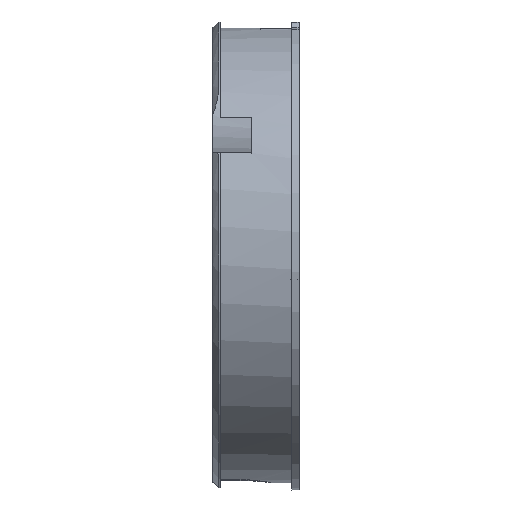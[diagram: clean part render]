
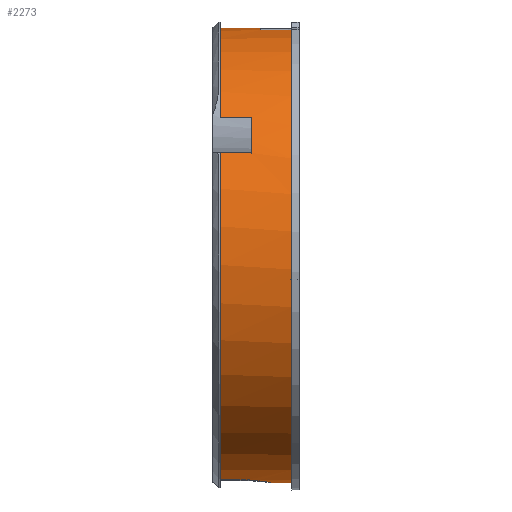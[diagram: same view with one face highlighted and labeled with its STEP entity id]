
A CAD part, top view. The second image highlights one B-rep face of the part: STEP entity #2273.
In plain terms, the highlighted cylindrical face has radius 15.85 mm (diameter 31.7 mm), a partial arc.
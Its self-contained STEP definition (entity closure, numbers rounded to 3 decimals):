
#602=CARTESIAN_POINT('',(1.199,-15.85,0.));
#641=CARTESIAN_POINT('',(-0.9,-15.629,2.639));
#642=CARTESIAN_POINT('',(-0.772,-15.629,
2.639));
#643=CARTESIAN_POINT('',(-0.522,-15.634,
2.61));
#644=CARTESIAN_POINT('',(-0.158,-15.655,
2.481));
#645=CARTESIAN_POINT('',(0.167,-15.685,2.284));
#646=CARTESIAN_POINT('',(0.463,-15.722,2.021));
#647=CARTESIAN_POINT('',(0.718,-15.759,1.704));
#648=CARTESIAN_POINT('',(0.932,-15.796,1.33));
#649=CARTESIAN_POINT('',(1.092,-15.826,0.911));
#650=CARTESIAN_POINT('',(1.19,-15.846,0.446));
#651=CARTESIAN_POINT('',(1.203,-15.85,0.149));
#652=CARTESIAN_POINT('',(1.199,-15.85,0.));
#654=DIRECTION('',(-1.,0.,0.));
#655=VECTOR('',#654,1.6);
#656=CARTESIAN_POINT('',(-0.9,-15.629,2.639));
#657=LINE('',#656,#655);
#658=DIRECTION('',(-1.,0.,0.));
#659=VECTOR('',#658,2.2);
#660=CARTESIAN_POINT('',(-0.3,7.139,14.151));
#661=LINE('',#660,#659);
#662=CARTESIAN_POINT('',(-0.3,0.,0.));
#663=DIRECTION('',(-1.,0.,0.));
#664=DIRECTION('',(0.,0.45,0.893));
#665=AXIS2_PLACEMENT_3D('',#662,#663,#664);
#667=DIRECTION('',(-1.,0.,0.));
#668=VECTOR('',#667,2.2);
#669=CARTESIAN_POINT('',(-0.3,9.578,12.629));
#670=LINE('',#669,#668);
#671=DIRECTION('',(-1.,0.,0.));
#672=VECTOR('',#671,2.8);
#673=CARTESIAN_POINT('',(0.3,15.85,0.));
#674=LINE('',#673,#672);
#675=CARTESIAN_POINT('',(0.3,0.,0.));
#676=DIRECTION('',(-1.,0.,0.));
#677=DIRECTION('',(0.,0.992,0.125));
#678=AXIS2_PLACEMENT_3D('',#675,#676,#677);
#680=DIRECTION('',(-1.,0.,0.));
#681=VECTOR('',#680,2.2);
#682=CARTESIAN_POINT('',(2.5,15.726,1.98));
#683=LINE('',#682,#681);
#684=CARTESIAN_POINT('',(2.5,0.,0.));
#685=DIRECTION('',(1.,0.,0.));
#686=DIRECTION('',(0.,0.992,0.125));
#687=AXIS2_PLACEMENT_3D('',#684,#685,#686);
#689=DIRECTION('',(-1.,0.,0.));
#690=VECTOR('',#689,1.301);
#691=CARTESIAN_POINT('',(2.5,-15.85,0.));
#692=LINE('',#691,#690);
#736=CARTESIAN_POINT('',(-2.5,0.,0.));
#737=DIRECTION('',(1.,0.,0.));
#738=DIRECTION('',(0.,1.,0.));
#739=AXIS2_PLACEMENT_3D('',#736,#737,#738);
#755=CARTESIAN_POINT('',(-2.5,0.,0.));
#756=DIRECTION('',(1.,0.,0.));
#757=DIRECTION('',(0.,0.45,0.893));
#758=AXIS2_PLACEMENT_3D('',#755,#756,#757);
#1330=CARTESIAN_POINT('',(0.3,15.85,0.));
#1332=VERTEX_POINT('',#1330);
#1334=CARTESIAN_POINT('',(0.3,15.726,1.98));
#1335=VERTEX_POINT('',#1334);
#1336=CARTESIAN_POINT('',(2.5,15.726,1.98));
#1337=VERTEX_POINT('',#1336);
#1338=CARTESIAN_POINT('',(-2.5,15.85,0.));
#1339=VERTEX_POINT('',#1338);
#1340=CARTESIAN_POINT('',(2.5,-15.85,0.));
#1341=VERTEX_POINT('',#1340);
#1342=CARTESIAN_POINT('',(-2.5,9.578,12.629));
#1343=VERTEX_POINT('',#1342);
#1344=CARTESIAN_POINT('',(-0.3,7.139,14.151));
#1345=CARTESIAN_POINT('',(-0.3,9.578,12.629));
#1346=VERTEX_POINT('',#1344);
#1347=VERTEX_POINT('',#1345);
#1390=VERTEX_POINT('',#602);
#1394=CARTESIAN_POINT('',(-2.5,-15.629,2.639));
#1395=VERTEX_POINT('',#1394);
#1396=VERTEX_POINT('',#641);
#1403=CARTESIAN_POINT('',(-2.5,7.139,14.151));
#1404=VERTEX_POINT('',#1403);
#2245=CARTESIAN_POINT('',(3.3,0.,0.));
#2246=DIRECTION('',(-1.,0.,0.));
#2247=DIRECTION('',(0.,1.,0.));
#2248=AXIS2_PLACEMENT_3D('',#2245,#2246,#2247);
#2249=CYLINDRICAL_SURFACE('',#2248,15.85);
#2251=ORIENTED_EDGE('',*,*,#2250,.F.);
#2253=ORIENTED_EDGE('',*,*,#2252,.T.);
#2255=ORIENTED_EDGE('',*,*,#2254,.F.);
#2257=ORIENTED_EDGE('',*,*,#2256,.F.);
#2259=ORIENTED_EDGE('',*,*,#2258,.T.);
#2261=ORIENTED_EDGE('',*,*,#2260,.T.);
#2263=ORIENTED_EDGE('',*,*,#2262,.F.);
#2264=ORIENTED_EDGE('',*,*,#2201,.F.);
#2266=ORIENTED_EDGE('',*,*,#2265,.F.);
#2268=ORIENTED_EDGE('',*,*,#2267,.F.);
#2269=ORIENTED_EDGE('',*,*,#2224,.T.);
#2270=ORIENTED_EDGE('',*,*,#2209,.T.);
#2271=EDGE_LOOP('',(#2251,#2253,#2255,#2257,#2259,#2261,#2263,#2264,#2266,#2268,
#2269,#2270));
#2272=FACE_OUTER_BOUND('',#2271,.F.);
#2273=ADVANCED_FACE('',(#2272),#2249,.T.);
#653=B_SPLINE_CURVE_WITH_KNOTS('',3,(#641,#642,#643,#644,#645,#646,#647,#648,
#649,#650,#651,#652),.UNSPECIFIED.,.F.,.F.,(4,1,1,1,1,1,1,1,1,4),(0.,
0.111,0.222,0.333,0.444,
0.556,0.667,0.778,0.889,1.),
.UNSPECIFIED.);
#666=CIRCLE('',#665,15.85);
#679=CIRCLE('',#678,15.85);
#688=CIRCLE('',#687,15.85);
#740=CIRCLE('',#739,15.85);
#759=CIRCLE('',#758,15.85);
#2201=EDGE_CURVE('',#1332,#1339,#674,.T.);
#2209=EDGE_CURVE('',#1341,#1390,#692,.T.);
#2224=EDGE_CURVE('',#1337,#1341,#688,.T.);
#2250=EDGE_CURVE('',#1396,#1390,#653,.T.);
#2252=EDGE_CURVE('',#1396,#1395,#657,.T.);
#2254=EDGE_CURVE('',#1404,#1395,#759,.T.);
#2256=EDGE_CURVE('',#1346,#1404,#661,.T.);
#2258=EDGE_CURVE('',#1346,#1347,#666,.T.);
#2260=EDGE_CURVE('',#1347,#1343,#670,.T.);
#2262=EDGE_CURVE('',#1339,#1343,#740,.T.);
#2265=EDGE_CURVE('',#1335,#1332,#679,.T.);
#2267=EDGE_CURVE('',#1337,#1335,#683,.T.);
